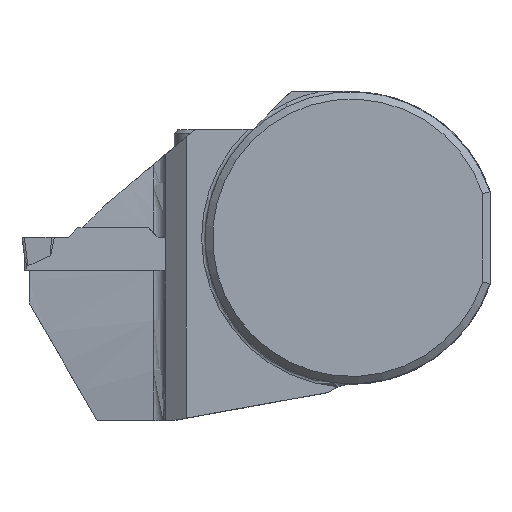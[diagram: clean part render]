
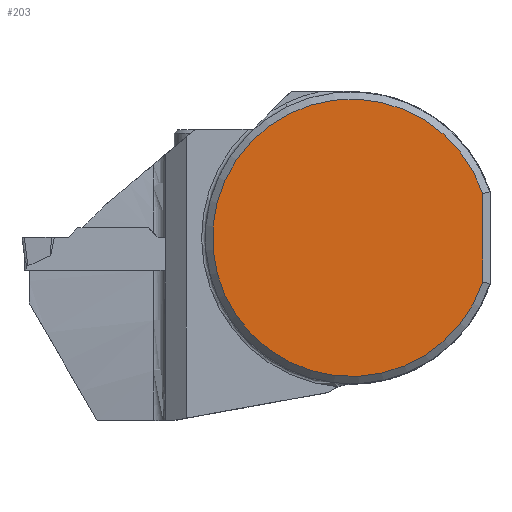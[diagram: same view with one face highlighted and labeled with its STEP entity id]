
A CAD part, top view. The second image highlights one B-rep face of the part: STEP entity #203.
In plain terms, the highlighted planar face has unit normal (0, 0, 1).
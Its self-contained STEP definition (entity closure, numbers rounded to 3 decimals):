
#153=PLANE('',#1575);
#203=ADVANCED_FACE('',(#295),#153,.F.);
#295=FACE_OUTER_BOUND('',#369,.T.);
#369=EDGE_LOOP('',(#760,#761));
#459=LINE('',#2193,#579);
#579=VECTOR('',#1760,1.);
#689=CIRCLE('',#1574,19.);
#760=ORIENTED_EDGE('',*,*,#1301,.F.);
#761=ORIENTED_EDGE('',*,*,#1302,.T.);
#1158=VERTEX_POINT('',#2194);
#1159=VERTEX_POINT('',#2195);
#1301=EDGE_CURVE('',#1158,#1159,#459,.T.);
#1302=EDGE_CURVE('',#1158,#1159,#689,.T.);
#1574=AXIS2_PLACEMENT_3D('',#2196,#1761,#1762);
#1575=AXIS2_PLACEMENT_3D('',#2197,#1763,#1764);
#1760=DIRECTION('',(0.,-1.,0.));
#1761=DIRECTION('',(0.,0.,1.));
#1762=DIRECTION('',(-1.,0.,0.));
#1763=DIRECTION('',(0.,0.,-1.));
#1764=DIRECTION('',(-1.,0.,0.));
#2193=CARTESIAN_POINT('',(18.,0.,0.325));
#2194=CARTESIAN_POINT('',(18.,6.083,0.325));
#2195=CARTESIAN_POINT('',(18.,-6.083,0.325));
#2196=CARTESIAN_POINT('',(0.,0.,0.325));
#2197=CARTESIAN_POINT('',(0.,0.,0.325));
